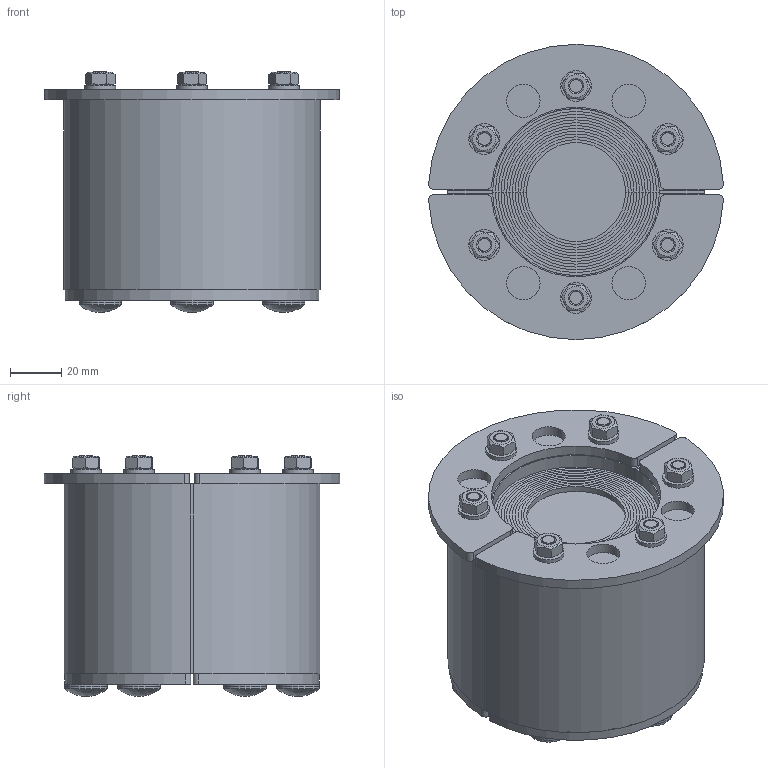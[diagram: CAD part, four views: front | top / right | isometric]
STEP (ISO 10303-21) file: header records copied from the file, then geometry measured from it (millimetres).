
FILE_DESCRIPTION((''),'2;1');
FILE_NAME('RSUG100.stp','2016-02-05T08:41:25',('se-mareng'),(''),'Autodesk Inventor 2013','Autodesk Inventor 2013','');
FILE_SCHEMA(('AUTOMOTIVE_DESIGN { 1 0 10303 214 1 1 1 1 }'));
Length unit declared in the file: millimetre
Products named in the file (11): 100-055691; 100-055692; 100-055703; 100-055704; 100-055701; 100-055702; DIN 603 M6 x 90; ISO 4032 M6; ISO 7089 6 - 140 HV; 100-006387; 100-059475
Assembly tree (33 placements, depth 3):
  100-055691
    100-055692  x2
      100-055703
      100-055704
    100-055701  x2
    100-055702  x2
    DIN 603 M6 x 90  x6
    ISO 4032 M6  x6
    ISO 7089 6 - 140 HV  x6
    100-006387  x6
    100-059475
Bounding box: 114.83 x 115 x 93.79 mm (x, y, z)
Volume: 597596.1 mm3; surface area: 370470.5 mm2
Topology: 55 solids, 55 shells, 1723 faces, 4489 edges, 3046 vertices
Faces by surface type: plane 1224, bspline 262, cylinder 177, cone 54, sphere 6
Full cylindrical faces by diameter (mm): 4.917 x6, 5.5 x6, 6 x6, 6.2 x6, 6.4 x6, 12 x6, 13 x4, 16.5 x6, 16.55 x6, 39 x1
Entity records: 25446 total; most frequent: CARTESIAN_POINT 6032, ORIENTED_EDGE 4074, DIRECTION 3346, EDGE_CURVE 2037, VECTOR 1616, LINE 1616, VERTEX_POINT 1368, EDGE_LOOP 893
